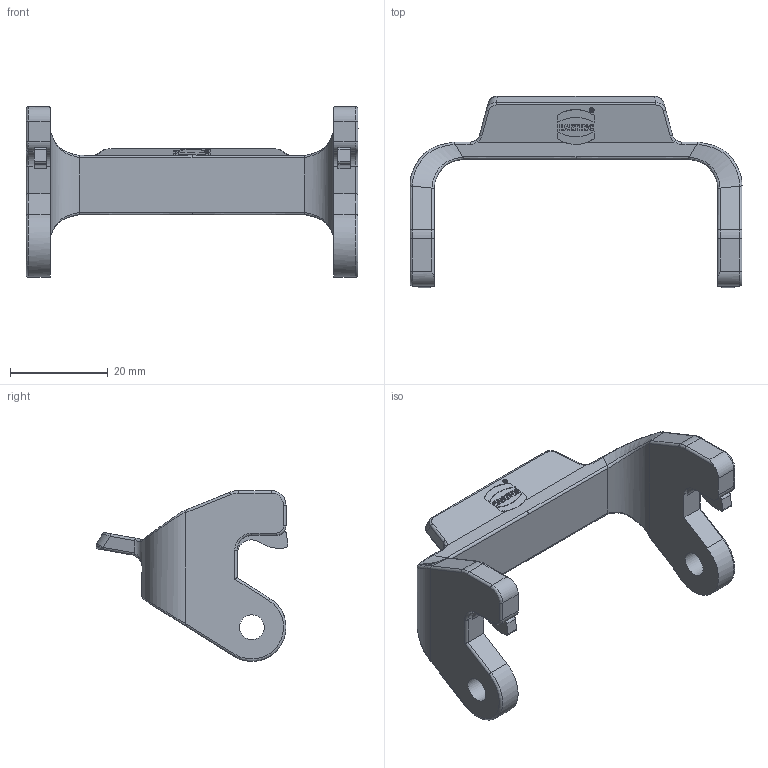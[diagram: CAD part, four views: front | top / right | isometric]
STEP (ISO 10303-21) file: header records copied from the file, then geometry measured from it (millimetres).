
FILE_DESCRIPTION(/* description */ (''),/* implementation_level */ '2;1');
FILE_NAME(/* name */ '100575121ugm000_a.stp',/* time_stamp */ '2014-04-15T08:28:40+02:00',/* author */ (''),/* organization */ (''),/* preprocessor_version */ 'ST-DEVELOPER v15',/* originating_system */ 'SIEMENS PLM Software NX 8.5',/* authorisation */ '');
FILE_SCHEMA (('AUTOMOTIVE_DESIGN { 1 0 10303 214 3 1 1 1 }'));
Length unit declared in the file: millimetre
Products named in the file (1): 100575121ugm000_a
Bounding box: 68 x 39.27 x 35 mm (x, y, z)
Volume: 10154.9 mm3; surface area: 6225.7 mm2
Topology: 1 solids, 1 shells, 251 faces, 714 edges, 563 vertices
Faces by surface type: plane 130, cylinder 57, bspline 46, extrusion 18
Full cylindrical faces by diameter (mm): 5.1 x2
Entity records: 10457 total; most frequent: CARTESIAN_POINT 3334, ORIENTED_EDGE 1238, DIRECTION 1147, EDGE_CURVE 619, VECTOR 503, LINE 485, VERTEX_POINT 388, AXIS2_PLACEMENT_3D 322
